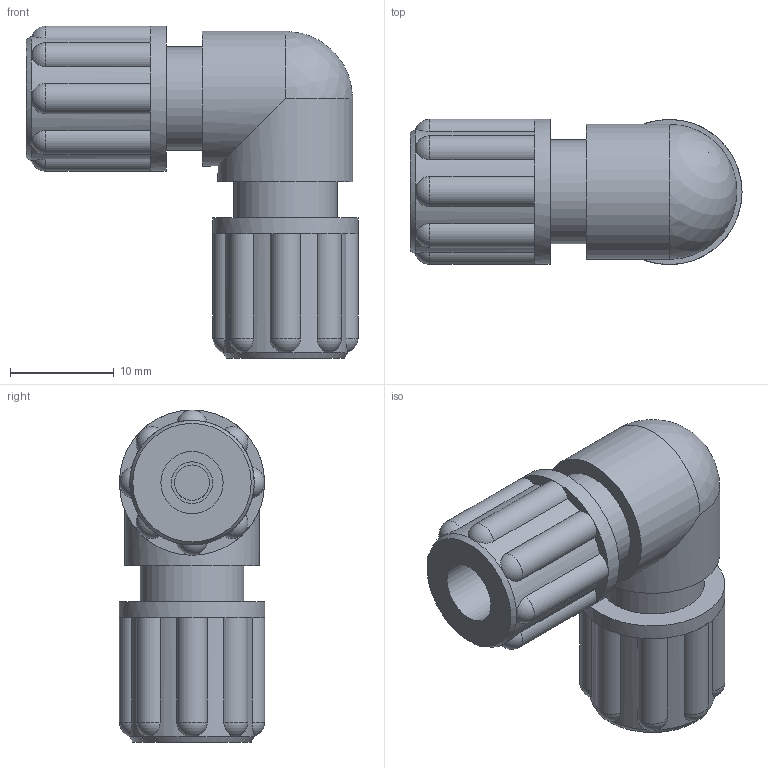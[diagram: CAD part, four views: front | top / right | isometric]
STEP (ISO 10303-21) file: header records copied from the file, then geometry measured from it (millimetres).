
FILE_DESCRIPTION(/* description */ (''),/* implementation_level */ '2;1');
FILE_NAME(/* name */ '1A200T40xx.stp',/* time_stamp */ '2018-01-04T10:45:10+01:00',/* author */ ('aruf'),/* organization */ (''),/* preprocessor_version */ 'ST-DEVELOPER v17',/* originating_system */ 'Autodesk Inventor 2018',/* authorisation */ '');
FILE_SCHEMA (('AUTOMOTIVE_DESIGN { 1 0 10303 214 3 1 1 }'));
Length unit declared in the file: millimetre
Products named in the file (1): 1A200T40xx
Bounding box: 32 x 14 x 32 mm (x, y, z)
Volume: 5296 mm3; surface area: 3685.3 mm2
Topology: 1 solids, 1 shells, 91 faces, 226 edges, 144 vertices
Faces by surface type: cylinder 45, plane 27, sphere 17, cone 2
Full cylindrical faces by diameter (mm): 3.4 x2, 4 x2, 6 x2, 10 x2, 13 x2, 14 x2
Entity records: 3092 total; most frequent: CARTESIAN_POINT 813, DIRECTION 523, ORIENTED_EDGE 450, AXIS2_PLACEMENT_3D 238, EDGE_CURVE 225, VERTEX_POINT 144, CIRCLE 141, EDGE_LOOP 101
